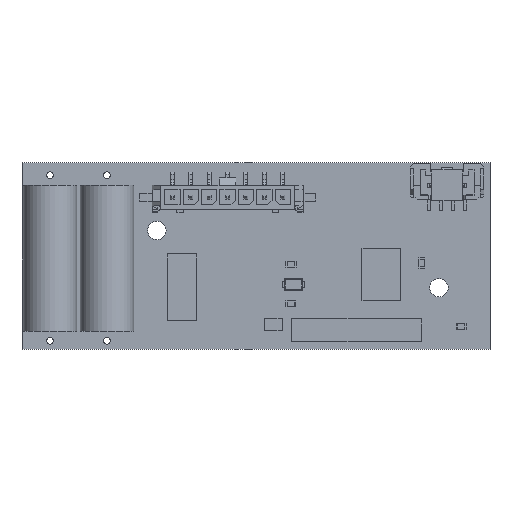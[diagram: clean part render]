
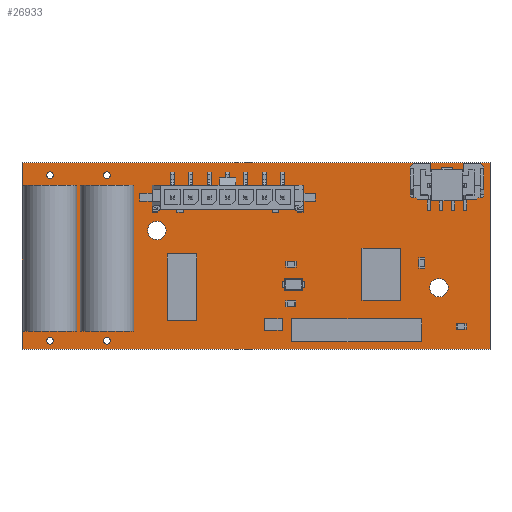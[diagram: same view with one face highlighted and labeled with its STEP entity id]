
A CAD part, top view. The second image highlights one B-rep face of the part: STEP entity #26933.
In plain terms, the highlighted planar face has unit normal (0, 0, 1).
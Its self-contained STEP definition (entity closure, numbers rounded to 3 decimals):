
#26444 = VERTEX_POINT('',#26445);
#26445 = CARTESIAN_POINT('',(10.,10.,0.));
#26451 = EDGE_CURVE('',#26444,#26452,#26454,.T.);
#26452 = VERTEX_POINT('',#26453);
#26453 = CARTESIAN_POINT('',(86.327,10.,0.));
#26454 = LINE('',#26455,#26456);
#26455 = CARTESIAN_POINT('',(10.,10.,0.));
#26456 = VECTOR('',#26457,1.);
#26457 = DIRECTION('',(1.,0.,0.));
#26482 = EDGE_CURVE('',#26452,#26483,#26485,.T.);
#26483 = VERTEX_POINT('',#26484);
#26484 = CARTESIAN_POINT('',(86.327,40.353,0.));
#26485 = LINE('',#26486,#26487);
#26486 = CARTESIAN_POINT('',(86.327,10.,0.));
#26487 = VECTOR('',#26488,1.);
#26488 = DIRECTION('',(0.,1.,0.));
#26513 = EDGE_CURVE('',#26483,#26514,#26516,.T.);
#26514 = VERTEX_POINT('',#26515);
#26515 = CARTESIAN_POINT('',(10.,40.353,0.));
#26516 = LINE('',#26517,#26518);
#26517 = CARTESIAN_POINT('',(86.327,40.353,0.));
#26518 = VECTOR('',#26519,1.);
#26519 = DIRECTION('',(-1.,0.,0.));
#26544 = EDGE_CURVE('',#26514,#26444,#26545,.T.);
#26545 = LINE('',#26546,#26547);
#26546 = CARTESIAN_POINT('',(10.,40.353,0.));
#26547 = VECTOR('',#26548,1.);
#26548 = DIRECTION('',(0.,-1.,0.));
#26568 = VERTEX_POINT('',#26569);
#26569 = CARTESIAN_POINT('',(15.122,11.359,0.));
#26575 = EDGE_CURVE('',#26568,#26568,#26576,.T.);
#26576 = CIRCLE('',#26577,0.55);
#26577 = AXIS2_PLACEMENT_3D('',#26578,#26579,#26580);
#26578 = CARTESIAN_POINT('',(14.572,11.359,0.));
#26579 = DIRECTION('',(0.,0.,1.));
#26580 = DIRECTION('',(1.,0.,0.));
#26601 = VERTEX_POINT('',#26602);
#26602 = CARTESIAN_POINT('',(24.393,11.359,0.));
#26608 = EDGE_CURVE('',#26601,#26601,#26609,.T.);
#26609 = CIRCLE('',#26610,0.55);
#26610 = AXIS2_PLACEMENT_3D('',#26611,#26612,#26613);
#26611 = CARTESIAN_POINT('',(23.843,11.359,0.));
#26612 = DIRECTION('',(0.,0.,1.));
#26613 = DIRECTION('',(1.,0.,0.));
#26634 = VERTEX_POINT('',#26635);
#26635 = CARTESIAN_POINT('',(15.122,38.359,0.));
#26641 = EDGE_CURVE('',#26634,#26634,#26642,.T.);
#26642 = CIRCLE('',#26643,0.55);
#26643 = AXIS2_PLACEMENT_3D('',#26644,#26645,#26646);
#26644 = CARTESIAN_POINT('',(14.572,38.359,0.));
#26645 = DIRECTION('',(0.,0.,1.));
#26646 = DIRECTION('',(1.,0.,0.));
#26667 = VERTEX_POINT('',#26668);
#26668 = CARTESIAN_POINT('',(33.5,29.336,0.));
#26674 = EDGE_CURVE('',#26667,#26667,#26675,.T.);
#26675 = CIRCLE('',#26676,1.5);
#26676 = AXIS2_PLACEMENT_3D('',#26677,#26678,#26679);
#26677 = CARTESIAN_POINT('',(32.,29.336,0.));
#26678 = DIRECTION('',(0.,0.,1.));
#26679 = DIRECTION('',(1.,0.,0.));
#26700 = VERTEX_POINT('',#26701);
#26701 = CARTESIAN_POINT('',(24.393,38.359,0.));
#26707 = EDGE_CURVE('',#26700,#26700,#26708,.T.);
#26708 = CIRCLE('',#26709,0.55);
#26709 = AXIS2_PLACEMENT_3D('',#26710,#26711,#26712);
#26710 = CARTESIAN_POINT('',(23.843,38.359,0.));
#26711 = DIRECTION('',(0.,0.,1.));
#26712 = DIRECTION('',(1.,0.,0.));
#26733 = VERTEX_POINT('',#26734);
#26734 = CARTESIAN_POINT('',(56.275,13.05,0.));
#26740 = EDGE_CURVE('',#26733,#26733,#26741,.T.);
#26741 = CIRCLE('',#26742,0.6);
#26742 = AXIS2_PLACEMENT_3D('',#26743,#26744,#26745);
#26743 = CARTESIAN_POINT('',(55.675,13.05,0.));
#26744 = DIRECTION('',(0.,0.,1.));
#26745 = DIRECTION('',(1.,0.,0.));
#26766 = VERTEX_POINT('',#26767);
#26767 = CARTESIAN_POINT('',(61.355,13.05,0.));
#26773 = EDGE_CURVE('',#26766,#26766,#26774,.T.);
#26774 = CIRCLE('',#26775,0.6);
#26775 = AXIS2_PLACEMENT_3D('',#26776,#26777,#26778);
#26776 = CARTESIAN_POINT('',(60.755,13.05,0.));
#26777 = DIRECTION('',(0.,0.,1.));
#26778 = DIRECTION('',(1.,0.,0.));
#26799 = VERTEX_POINT('',#26800);
#26800 = CARTESIAN_POINT('',(71.365,13.05,0.));
#26806 = EDGE_CURVE('',#26799,#26799,#26807,.T.);
#26807 = CIRCLE('',#26808,0.45);
#26808 = AXIS2_PLACEMENT_3D('',#26809,#26810,#26811);
#26809 = CARTESIAN_POINT('',(70.915,13.05,0.));
#26810 = DIRECTION('',(0.,0.,1.));
#26811 = DIRECTION('',(1.,0.,0.));
#26832 = VERTEX_POINT('',#26833);
#26833 = CARTESIAN_POINT('',(73.905,13.05,0.));
#26839 = EDGE_CURVE('',#26832,#26832,#26840,.T.);
#26840 = CIRCLE('',#26841,0.45);
#26841 = AXIS2_PLACEMENT_3D('',#26842,#26843,#26844);
#26842 = CARTESIAN_POINT('',(73.455,13.05,0.));
#26843 = DIRECTION('',(0.,0.,1.));
#26844 = DIRECTION('',(1.,0.,0.));
#26865 = VERTEX_POINT('',#26866);
#26866 = CARTESIAN_POINT('',(79.5,20.,0.));
#26872 = EDGE_CURVE('',#26865,#26865,#26873,.T.);
#26873 = CIRCLE('',#26874,1.5);
#26874 = AXIS2_PLACEMENT_3D('',#26875,#26876,#26877);
#26875 = CARTESIAN_POINT('',(78.,20.,0.));
#26876 = DIRECTION('',(0.,0.,1.));
#26877 = DIRECTION('',(1.,0.,0.));
#26933 = ADVANCED_FACE('',(#26934,#26940,#26943,#26946,#26949,#26952,
    #26955,#26958,#26961,#26964,#26967),#26970,.F.);
#26934 = FACE_BOUND('',#26935,.T.);
#26935 = EDGE_LOOP('',(#26936,#26937,#26938,#26939));
#26936 = ORIENTED_EDGE('',*,*,#26451,.T.);
#26937 = ORIENTED_EDGE('',*,*,#26482,.T.);
#26938 = ORIENTED_EDGE('',*,*,#26513,.T.);
#26939 = ORIENTED_EDGE('',*,*,#26544,.T.);
#26940 = FACE_BOUND('',#26941,.F.);
#26941 = EDGE_LOOP('',(#26942));
#26942 = ORIENTED_EDGE('',*,*,#26575,.T.);
#26943 = FACE_BOUND('',#26944,.F.);
#26944 = EDGE_LOOP('',(#26945));
#26945 = ORIENTED_EDGE('',*,*,#26608,.T.);
#26946 = FACE_BOUND('',#26947,.F.);
#26947 = EDGE_LOOP('',(#26948));
#26948 = ORIENTED_EDGE('',*,*,#26641,.T.);
#26949 = FACE_BOUND('',#26950,.F.);
#26950 = EDGE_LOOP('',(#26951));
#26951 = ORIENTED_EDGE('',*,*,#26674,.T.);
#26952 = FACE_BOUND('',#26953,.F.);
#26953 = EDGE_LOOP('',(#26954));
#26954 = ORIENTED_EDGE('',*,*,#26707,.T.);
#26955 = FACE_BOUND('',#26956,.F.);
#26956 = EDGE_LOOP('',(#26957));
#26957 = ORIENTED_EDGE('',*,*,#26740,.T.);
#26958 = FACE_BOUND('',#26959,.F.);
#26959 = EDGE_LOOP('',(#26960));
#26960 = ORIENTED_EDGE('',*,*,#26773,.T.);
#26961 = FACE_BOUND('',#26962,.F.);
#26962 = EDGE_LOOP('',(#26963));
#26963 = ORIENTED_EDGE('',*,*,#26806,.T.);
#26964 = FACE_BOUND('',#26965,.F.);
#26965 = EDGE_LOOP('',(#26966));
#26966 = ORIENTED_EDGE('',*,*,#26839,.T.);
#26967 = FACE_BOUND('',#26968,.F.);
#26968 = EDGE_LOOP('',(#26969));
#26969 = ORIENTED_EDGE('',*,*,#26872,.T.);
#26970 = PLANE('',#26971);
#26971 = AXIS2_PLACEMENT_3D('',#26972,#26973,#26974);
#26972 = CARTESIAN_POINT('',(10.,10.,0.));
#26973 = DIRECTION('',(0.,0.,-1.));
#26974 = DIRECTION('',(-1.,0.,0.));
